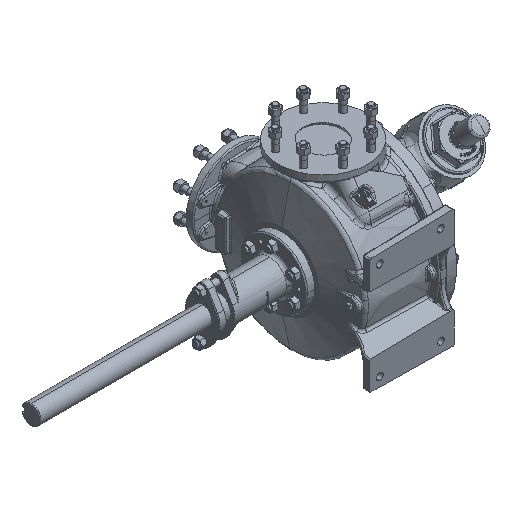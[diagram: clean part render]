
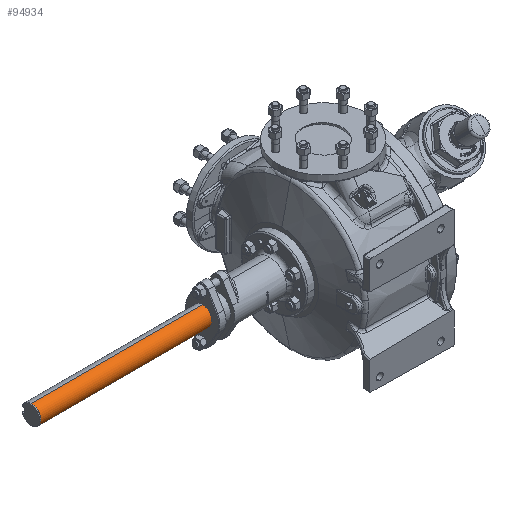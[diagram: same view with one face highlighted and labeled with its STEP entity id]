
A CAD part, isometric view. The second image highlights one B-rep face of the part: STEP entity #94934.
In plain terms, the highlighted cylindrical face has radius 24.594 mm (diameter 49.187 mm), a partial arc.
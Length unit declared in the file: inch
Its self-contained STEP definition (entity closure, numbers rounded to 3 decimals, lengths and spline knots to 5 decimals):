
#8444 = DIRECTION ( 'NONE',  ( 0., 0., -1. ) ) ;
#10867 = VERTEX_POINT ( 'NONE', #171903 ) ;
#18492 = CARTESIAN_POINT ( 'NONE',  ( -33.97, 0., -0.96825 ) ) ;
#30288 = EDGE_CURVE ( 'NONE', #145189, #10867, #78250, .T. ) ;
#31707 = CARTESIAN_POINT ( 'NONE',  ( -33.91, 0., 0.96825 ) ) ;
#33201 = VERTEX_POINT ( 'NONE', #210348 ) ;
#33402 = VECTOR ( 'NONE', #129976, 39.37008 ) ;
#38929 = EDGE_CURVE ( 'NONE', #140920, #10867, #128447, .T. ) ;
#42116 = LINE ( 'NONE', #18492, #215888 ) ;
#44448 = EDGE_CURVE ( 'NONE', #33201, #140920, #42116, .T. ) ;
#50737 = CIRCLE ( 'NONE', #180076, 0.96825 ) ;
#78250 = LINE ( 'NONE', #113103, #33402 ) ;
#82867 = CYLINDRICAL_SURFACE ( 'NONE', #173468, 0.96825 ) ;
#84562 = CARTESIAN_POINT ( 'NONE',  ( -33.91, 0., 0. ) ) ;
#86791 = ORIENTED_EDGE ( 'NONE', *, *, #38929, .T. ) ;
#88588 = DIRECTION ( 'NONE',  ( -1., 0., 0. ) ) ;
#91747 = DIRECTION ( 'NONE',  ( 1., 0., 0. ) ) ;
#94934 = ADVANCED_FACE ( 'NONE', ( #148631 ), #82867, .T. ) ;
#101475 = DIRECTION ( 'NONE',  ( 0., 0., -1. ) ) ;
#109497 = ORIENTED_EDGE ( 'NONE', *, *, #44448, .T. ) ;
#110328 = AXIS2_PLACEMENT_3D ( 'NONE', #189225, #88588, #206172 ) ;
#113103 = CARTESIAN_POINT ( 'NONE',  ( -33.97, 0., 0.96825 ) ) ;
#118612 = DIRECTION ( 'NONE',  ( 1., 0., 0. ) ) ;
#124622 = CARTESIAN_POINT ( 'NONE',  ( -14.808, 0., -0.96825 ) ) ;
#128447 = CIRCLE ( 'NONE', #110328, 0.96825 ) ;
#129976 = DIRECTION ( 'NONE',  ( 1., 0., 0. ) ) ;
#140920 = VERTEX_POINT ( 'NONE', #124622 ) ;
#145189 = VERTEX_POINT ( 'NONE', #31707 ) ;
#148631 = FACE_OUTER_BOUND ( 'NONE', #177769, .T. ) ;
#171903 = CARTESIAN_POINT ( 'NONE',  ( -14.808, 0., 0.96825 ) ) ;
#173468 = AXIS2_PLACEMENT_3D ( 'NONE', #209328, #91747, #8444 ) ;
#177769 = EDGE_LOOP ( 'NONE', ( #215831, #193205, #109497, #86791 ) ) ;
#180076 = AXIS2_PLACEMENT_3D ( 'NONE', #84562, #202184, #101475 ) ;
#186553 = EDGE_CURVE ( 'NONE', #145189, #33201, #50737, .T. ) ;
#189225 = CARTESIAN_POINT ( 'NONE',  ( -14.808, 0., 0. ) ) ;
#193205 = ORIENTED_EDGE ( 'NONE', *, *, #186553, .T. ) ;
#202184 = DIRECTION ( 'NONE',  ( 1., 0., 0. ) ) ;
#206172 = DIRECTION ( 'NONE',  ( 0., 0., 1. ) ) ;
#209328 = CARTESIAN_POINT ( 'NONE',  ( -33.97, 0., 0. ) ) ;
#210348 = CARTESIAN_POINT ( 'NONE',  ( -33.91, 0., -0.96825 ) ) ;
#215831 = ORIENTED_EDGE ( 'NONE', *, *, #30288, .F. ) ;
#215888 = VECTOR ( 'NONE', #118612, 39.37008 ) ;
